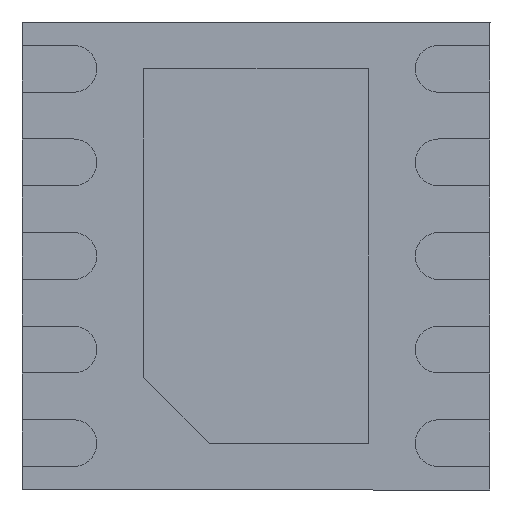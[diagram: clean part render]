
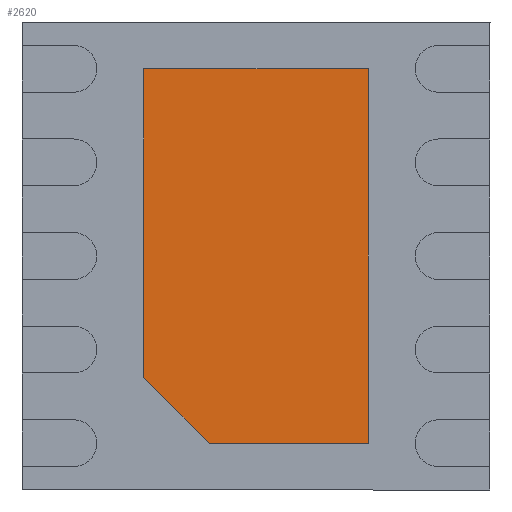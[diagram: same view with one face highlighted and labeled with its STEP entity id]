
A CAD part, front view. The second image highlights one B-rep face of the part: STEP entity #2620.
In plain terms, the highlighted planar face has unit normal (0, -1, 0).
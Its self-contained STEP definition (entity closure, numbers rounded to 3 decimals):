
#88 = ORIENTED_EDGE ( 'NONE', *, *, #1867, .T. ) ;
#121 = CARTESIAN_POINT ( 'NONE',  ( 0., 0., 0. ) ) ;
#144 = DIRECTION ( 'NONE',  ( 1., 0., 0. ) ) ;
#280 = ORIENTED_EDGE ( 'NONE', *, *, #3293, .T. ) ;
#316 = VECTOR ( 'NONE', #1313, 1000. ) ;
#384 = FACE_OUTER_BOUND ( 'NONE', #2668, .T. ) ;
#527 = CARTESIAN_POINT ( 'NONE',  ( -0.6, 0., -0.65 ) ) ;
#781 = CARTESIAN_POINT ( 'NONE',  ( -0.625, 0., -0.625 ) ) ;
#821 = LINE ( 'NONE', #1957, #3359 ) ;
#1293 = LINE ( 'NONE', #2474, #316 ) ;
#1313 = DIRECTION ( 'NONE',  ( 0., 0., -1. ) ) ;
#1372 = VERTEX_POINT ( 'NONE', #3347 ) ;
#1639 = DIRECTION ( 'NONE',  ( -1., 0., 0. ) ) ;
#1664 = VERTEX_POINT ( 'NONE', #3651 ) ;
#1756 = VECTOR ( 'NONE', #2214, 1000. ) ;
#1775 = CARTESIAN_POINT ( 'NONE',  ( 0.6, 0., -1. ) ) ;
#1839 = EDGE_CURVE ( 'NONE', #2582, #1664, #821, .T. ) ;
#1848 = PLANE ( 'NONE',  #2332 ) ;
#1867 = EDGE_CURVE ( 'NONE', #1664, #1372, #2005, .T. ) ;
#1957 = CARTESIAN_POINT ( 'NONE',  ( 0.6, 0., 1. ) ) ;
#2005 = LINE ( 'NONE', #2308, #3751 ) ;
#2035 = VERTEX_POINT ( 'NONE', #3587 ) ;
#2073 = VECTOR ( 'NONE', #144, 1000. ) ;
#2135 = DIRECTION ( 'NONE',  ( 0., 0., -1. ) ) ;
#2214 = DIRECTION ( 'NONE',  ( 0.707, 0., -0.707 ) ) ;
#2308 = CARTESIAN_POINT ( 'NONE',  ( 0.6, 0., 1. ) ) ;
#2332 = AXIS2_PLACEMENT_3D ( 'NONE', #121, #2402, #2135 ) ;
#2340 = EDGE_CURVE ( 'NONE', #2035, #2582, #2675, .T. ) ;
#2342 = EDGE_CURVE ( 'NONE', #1372, #3516, #1293, .T. ) ;
#2402 = DIRECTION ( 'NONE',  ( 0., -1., 0. ) ) ;
#2474 = CARTESIAN_POINT ( 'NONE',  ( -0.6, 0., 1. ) ) ;
#2582 = VERTEX_POINT ( 'NONE', #2960 ) ;
#2620 = ADVANCED_FACE ( 'NONE', ( #384 ), #1848, .T. ) ;
#2668 = EDGE_LOOP ( 'NONE', ( #3689, #280, #3732, #2725, #88 ) ) ;
#2675 = LINE ( 'NONE', #1775, #2073 ) ;
#2725 = ORIENTED_EDGE ( 'NONE', *, *, #1839, .T. ) ;
#2960 = CARTESIAN_POINT ( 'NONE',  ( 0.6, 0., -1. ) ) ;
#3147 = DIRECTION ( 'NONE',  ( 0., 0., 1. ) ) ;
#3293 = EDGE_CURVE ( 'NONE', #3516, #2035, #3340, .T. ) ;
#3340 = LINE ( 'NONE', #781, #1756 ) ;
#3347 = CARTESIAN_POINT ( 'NONE',  ( -0.6, 0., 1. ) ) ;
#3359 = VECTOR ( 'NONE', #3147, 1000. ) ;
#3516 = VERTEX_POINT ( 'NONE', #527 ) ;
#3587 = CARTESIAN_POINT ( 'NONE',  ( -0.25, 0., -1. ) ) ;
#3651 = CARTESIAN_POINT ( 'NONE',  ( 0.6, 0., 1. ) ) ;
#3689 = ORIENTED_EDGE ( 'NONE', *, *, #2342, .T. ) ;
#3732 = ORIENTED_EDGE ( 'NONE', *, *, #2340, .T. ) ;
#3751 = VECTOR ( 'NONE', #1639, 1000. ) ;
